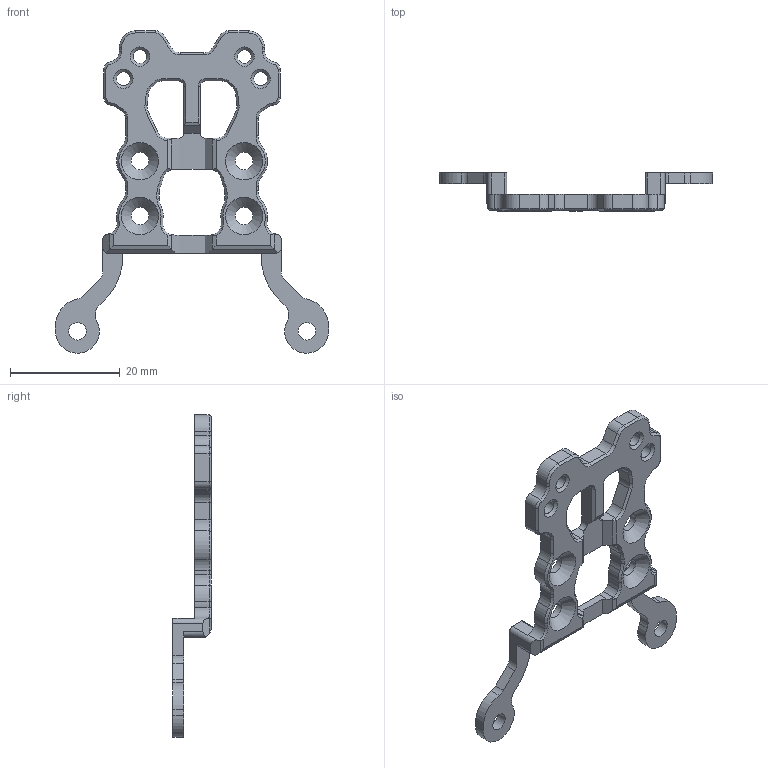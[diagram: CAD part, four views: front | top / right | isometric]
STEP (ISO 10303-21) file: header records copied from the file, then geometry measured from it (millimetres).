
FILE_DESCRIPTION(/* description */ (''),/* implementation_level */ '2;1');
FILE_NAME(/* name */ 'P0010_REV_E _CNC_BOOP_DB Plate.step',/* time_stamp */ '2024-07-11T19:11:52-04:00',/* author */ (''),/* organization */ (''),/* preprocessor_version */ 'ST-DEVELOPER v20',/* originating_system */ 'Autodesk Translation Framework v13.14.0.145',/* authorisation */ '');
FILE_SCHEMA (('AUTOMOTIVE_DESIGN { 1 0 10303 214 3 1 1 }'));
Length unit declared in the file: millimetre
Products named in the file (1): P0010_REV_E _CNC_BOOP_DB Plate
Bounding box: 49.8 x 7.01 x 58.8 mm (x, y, z)
Volume: 2576.3 mm3; surface area: 3095.2 mm2
Topology: 1 solids, 1 shells, 250 faces, 660 edges, 409 vertices
Faces by surface type: plane 97, cylinder 88, cone 65
Full cylindrical faces by diameter (mm): 2.529 x4, 3.2 x6
Entity records: 7793 total; most frequent: DIRECTION 1397, CARTESIAN_POINT 1371, ORIENTED_EDGE 1320, EDGE_CURVE 660, AXIS2_PLACEMENT_3D 505, VERTEX_POINT 409, LINE 387, VECTOR 387
